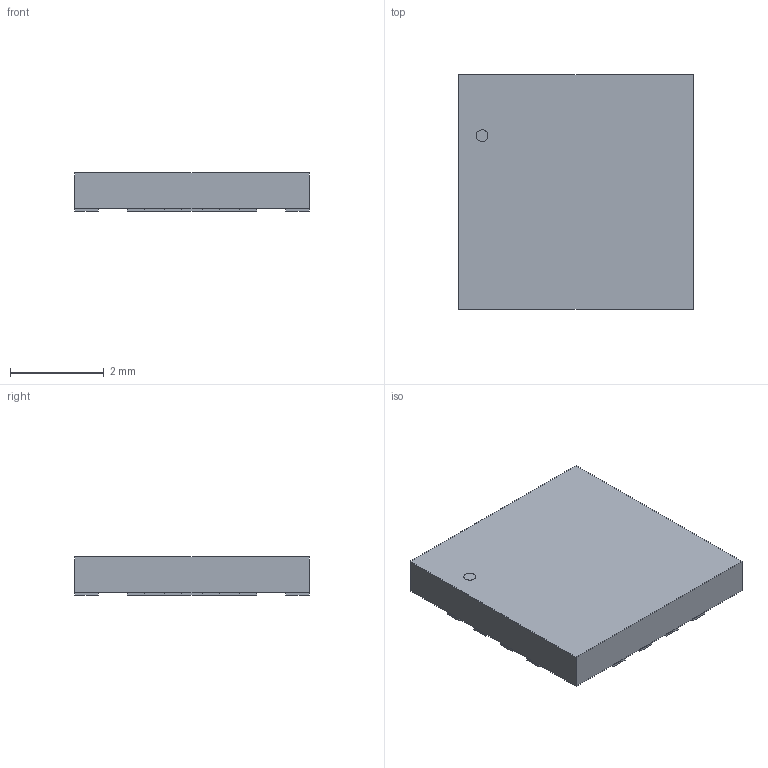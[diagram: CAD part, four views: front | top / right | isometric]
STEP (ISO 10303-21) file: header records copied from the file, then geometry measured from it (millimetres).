
FILE_DESCRIPTION(('STEP AP214'),'1');
FILE_NAME('21-0140_T16554_MXM','2024-01-02T12:05:29',(''),(''),'','','');
FILE_SCHEMA(('AUTOMOTIVE_DESIGN'));
Length unit declared in the file: millimetre
Products named in the file (1): product
Bounding box: 5 x 5 x 0.81 mm (x, y, z)
Volume: 19.5 mm3; surface area: 84.5 mm2
Topology: 19 solids, 19 shells, 111 faces, 219 edges, 146 vertices
Faces by surface type: plane 110, cylinder 1
Full cylindrical faces by diameter (mm): 0.25 x1
Entity records: 2064 total; most frequent: ORIENTED_EDGE 436, EDGE_CURVE 218, LINE 216, CARTESIAN_POINT 150, VERTEX_POINT 146, AXIS2_PLACEMENT_3D 115, EDGE_LOOP 112, ADVANCED_FACE 111
